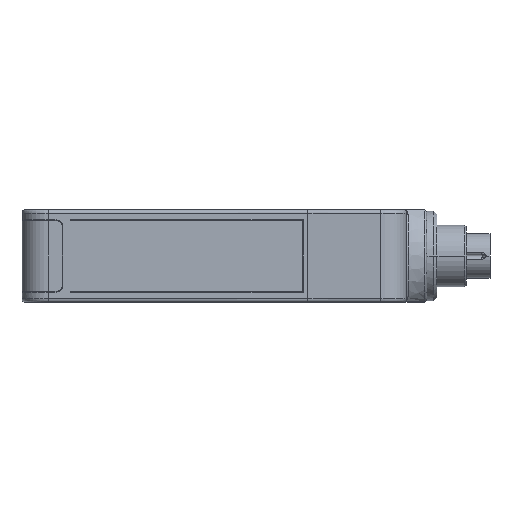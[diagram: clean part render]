
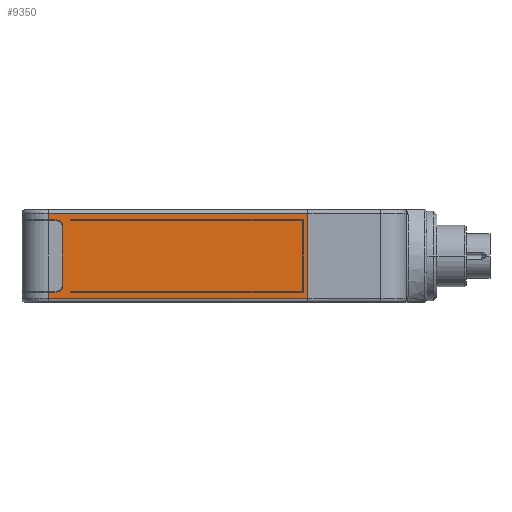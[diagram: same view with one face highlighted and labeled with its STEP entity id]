
A CAD part, left-side view. The second image highlights one B-rep face of the part: STEP entity #9350.
In plain terms, the highlighted planar face has unit normal (-1, -0.026, 0).
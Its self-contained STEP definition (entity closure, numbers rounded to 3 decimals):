
#437=DIRECTION('',(-0.026,1.,0.));
#438=VECTOR('',#437,38.202);
#439=CARTESIAN_POINT('',(0.,-25.237,-6.3));
#440=LINE('',#439,#438);
#814=DIRECTION('',(0.,0.,1.));
#815=VECTOR('',#814,12.6);
#816=CARTESIAN_POINT('',(0.,-25.237,-6.3));
#817=LINE('',#816,#815);
#841=DIRECTION('',(0.026,-1.,0.));
#842=VECTOR('',#841,38.202);
#843=CARTESIAN_POINT('',(-1.,12.952,6.3));
#844=LINE('',#843,#842);
#854=DIRECTION('',(0.026,-1.,0.));
#855=VECTOR('',#854,1.152);
#856=CARTESIAN_POINT('',(-1.,12.952,-5.3));
#857=LINE('',#856,#855);
#858=DIRECTION('',(0.,0.,1.));
#859=VECTOR('',#858,8.6);
#860=CARTESIAN_POINT('',(-0.944,10.8,-4.3));
#861=LINE('',#860,#859);
#862=DIRECTION('',(0.026,-1.,0.));
#863=VECTOR('',#862,1.152);
#864=CARTESIAN_POINT('',(-1.,12.952,5.3));
#865=LINE('',#864,#863);
#866=DIRECTION('',(0.,0.,1.));
#867=VECTOR('',#866,1.);
#868=CARTESIAN_POINT('',(-1.,12.952,5.3));
#869=LINE('',#868,#867);
#870=DIRECTION('',(0.,0.,1.));
#871=VECTOR('',#870,1.);
#872=CARTESIAN_POINT('',(-1.,12.952,-6.3));
#873=LINE('',#872,#871);
#874=DIRECTION('',(0.,0.,1.));
#875=VECTOR('',#874,0.05);
#876=CARTESIAN_POINT('',(-0.915,9.7,5.25));
#877=LINE('',#876,#875);
#878=DIRECTION('',(0.026,-1.,0.));
#879=VECTOR('',#878,34.151);
#880=CARTESIAN_POINT('',(-0.915,9.7,5.25));
#881=LINE('',#880,#879);
#882=DIRECTION('',(0.,0.,-1.));
#883=VECTOR('',#882,10.5);
#884=CARTESIAN_POINT('',(-0.021,-24.439,5.25));
#885=LINE('',#884,#883);
#886=DIRECTION('',(-0.026,1.,0.));
#887=VECTOR('',#886,34.151);
#888=CARTESIAN_POINT('',(-0.021,-24.439,-5.25));
#889=LINE('',#888,#887);
#890=DIRECTION('',(0.,0.,1.));
#891=VECTOR('',#890,0.05);
#892=CARTESIAN_POINT('',(-0.915,9.7,-5.3));
#893=LINE('',#892,#891);
#894=DIRECTION('',(-0.026,1.,0.));
#895=VECTOR('',#894,34.251);
#896=CARTESIAN_POINT('',(-0.018,-24.539,-5.3));
#897=LINE('',#896,#895);
#898=DIRECTION('',(0.,0.,1.));
#899=VECTOR('',#898,10.6);
#900=CARTESIAN_POINT('',(-0.018,-24.539,-5.3));
#901=LINE('',#900,#899);
#902=DIRECTION('',(-0.026,1.,0.));
#903=VECTOR('',#902,34.251);
#904=CARTESIAN_POINT('',(-0.018,-24.539,5.3));
#905=LINE('',#904,#903);
#3018=CARTESIAN_POINT('',(-0.97,11.8,5.3));
#3019=CARTESIAN_POINT('',(-0.968,11.717,5.3));
#3020=CARTESIAN_POINT('',(-0.964,11.57,
5.28));
#3021=CARTESIAN_POINT('',(-0.957,11.322,
5.194));
#3022=CARTESIAN_POINT('',(-0.951,11.079,
5.021));
#3023=CARTESIAN_POINT('',(-0.946,10.906,
4.778));
#3024=CARTESIAN_POINT('',(-0.944,10.82,
4.53));
#3025=CARTESIAN_POINT('',(-0.944,10.8,4.383));
#3026=CARTESIAN_POINT('',(-0.944,10.8,4.3));
#3080=CARTESIAN_POINT('',(-0.944,10.8,-4.3));
#3081=CARTESIAN_POINT('',(-0.944,10.8,-4.383));
#3082=CARTESIAN_POINT('',(-0.944,10.82,
-4.53));
#3083=CARTESIAN_POINT('',(-0.946,10.906,
-4.778));
#3084=CARTESIAN_POINT('',(-0.951,11.079,
-5.021));
#3085=CARTESIAN_POINT('',(-0.957,11.322,
-5.194));
#3086=CARTESIAN_POINT('',(-0.964,11.57,
-5.28));
#3087=CARTESIAN_POINT('',(-0.968,11.717,-5.3));
#3088=CARTESIAN_POINT('',(-0.97,11.8,-5.3));
#6898=VERTEX_POINT('',#3018);
#6899=VERTEX_POINT('',#3026);
#6900=VERTEX_POINT('',#3080);
#6901=VERTEX_POINT('',#3088);
#6922=CARTESIAN_POINT('',(0.,-25.237,6.3));
#6924=VERTEX_POINT('',#6922);
#6970=CARTESIAN_POINT('',(0.,-25.237,-6.3));
#6971=VERTEX_POINT('',#6970);
#7157=CARTESIAN_POINT('',(-1.,12.952,-6.3));
#7158=VERTEX_POINT('',#7157);
#7159=CARTESIAN_POINT('',(-1.,12.952,6.3));
#7160=VERTEX_POINT('',#7159);
#7163=CARTESIAN_POINT('',(-0.018,-24.539,5.3));
#7164=CARTESIAN_POINT('',(-0.915,9.7,5.3));
#7165=VERTEX_POINT('',#7163);
#7166=VERTEX_POINT('',#7164);
#7167=CARTESIAN_POINT('',(-0.018,-24.539,-5.3));
#7168=CARTESIAN_POINT('',(-0.915,9.7,-5.3));
#7169=VERTEX_POINT('',#7167);
#7170=VERTEX_POINT('',#7168);
#7174=CARTESIAN_POINT('',(-1.,12.952,-5.3));
#7175=VERTEX_POINT('',#7174);
#7176=CARTESIAN_POINT('',(-1.,12.952,5.3));
#7177=VERTEX_POINT('',#7176);
#7506=CARTESIAN_POINT('',(-0.021,-24.439,5.25));
#7507=CARTESIAN_POINT('',(-0.021,-24.439,-5.25));
#7508=VERTEX_POINT('',#7506);
#7509=VERTEX_POINT('',#7507);
#7518=CARTESIAN_POINT('',(-0.915,9.7,5.25));
#7519=VERTEX_POINT('',#7518);
#7520=CARTESIAN_POINT('',(-0.915,9.7,-5.25));
#7521=VERTEX_POINT('',#7520);
#9308=CARTESIAN_POINT('',(-1.,12.952,-6.8));
#9309=DIRECTION('',(-1.,-0.026,0.));
#9310=DIRECTION('',(0.026,-1.,0.));
#9311=AXIS2_PLACEMENT_3D('',#9308,#9309,#9310);
#9312=PLANE('',#9311);
#9314=ORIENTED_EDGE('',*,*,#9313,.T.);
#9316=ORIENTED_EDGE('',*,*,#9315,.F.);
#9318=ORIENTED_EDGE('',*,*,#9317,.T.);
#9320=ORIENTED_EDGE('',*,*,#9319,.F.);
#9322=ORIENTED_EDGE('',*,*,#9321,.F.);
#9324=ORIENTED_EDGE('',*,*,#9323,.T.);
#9325=ORIENTED_EDGE('',*,*,#9300,.T.);
#9326=ORIENTED_EDGE('',*,*,#9276,.F.);
#9327=ORIENTED_EDGE('',*,*,#8794,.T.);
#9329=ORIENTED_EDGE('',*,*,#9328,.T.);
#9330=EDGE_LOOP('',(#9314,#9316,#9318,#9320,#9322,#9324,#9325,#9326,#9327,
#9329));
#9331=FACE_OUTER_BOUND('',#9330,.F.);
#9333=ORIENTED_EDGE('',*,*,#9332,.F.);
#9335=ORIENTED_EDGE('',*,*,#9334,.T.);
#9337=ORIENTED_EDGE('',*,*,#9336,.T.);
#9339=ORIENTED_EDGE('',*,*,#9338,.T.);
#9341=ORIENTED_EDGE('',*,*,#9340,.F.);
#9343=ORIENTED_EDGE('',*,*,#9342,.F.);
#9345=ORIENTED_EDGE('',*,*,#9344,.T.);
#9347=ORIENTED_EDGE('',*,*,#9346,.T.);
#9348=EDGE_LOOP('',(#9333,#9335,#9337,#9339,#9341,#9343,#9345,#9347));
#9349=FACE_BOUND('',#9348,.F.);
#9350=ADVANCED_FACE('',(#9331,#9349),#9312,.T.);
#3027=B_SPLINE_CURVE_WITH_KNOTS('',3,(#3018,#3019,#3020,#3021,#3022,#3023,#3024,
#3025,#3026),.UNSPECIFIED.,.F.,.F.,(4,1,1,1,1,1,4),(0.,0.125,0.25,0.5,
0.75,0.875,1.),.UNSPECIFIED.);
#3089=B_SPLINE_CURVE_WITH_KNOTS('',3,(#3080,#3081,#3082,#3083,#3084,#3085,#3086,
#3087,#3088),.UNSPECIFIED.,.F.,.F.,(4,1,1,1,1,1,4),(0.,0.125,0.25,0.5,
0.75,0.875,1.),.UNSPECIFIED.);
#8794=EDGE_CURVE('',#6971,#7158,#440,.T.);
#9276=EDGE_CURVE('',#6971,#6924,#817,.T.);
#9300=EDGE_CURVE('',#7160,#6924,#844,.T.);
#9313=EDGE_CURVE('',#7175,#6901,#857,.T.);
#9315=EDGE_CURVE('',#6900,#6901,#3089,.T.);
#9317=EDGE_CURVE('',#6900,#6899,#861,.T.);
#9319=EDGE_CURVE('',#6898,#6899,#3027,.T.);
#9321=EDGE_CURVE('',#7177,#6898,#865,.T.);
#9323=EDGE_CURVE('',#7177,#7160,#869,.T.);
#9328=EDGE_CURVE('',#7158,#7175,#873,.T.);
#9332=EDGE_CURVE('',#7519,#7166,#877,.T.);
#9334=EDGE_CURVE('',#7519,#7508,#881,.T.);
#9336=EDGE_CURVE('',#7508,#7509,#885,.T.);
#9338=EDGE_CURVE('',#7509,#7521,#889,.T.);
#9340=EDGE_CURVE('',#7170,#7521,#893,.T.);
#9342=EDGE_CURVE('',#7169,#7170,#897,.T.);
#9344=EDGE_CURVE('',#7169,#7165,#901,.T.);
#9346=EDGE_CURVE('',#7165,#7166,#905,.T.);
